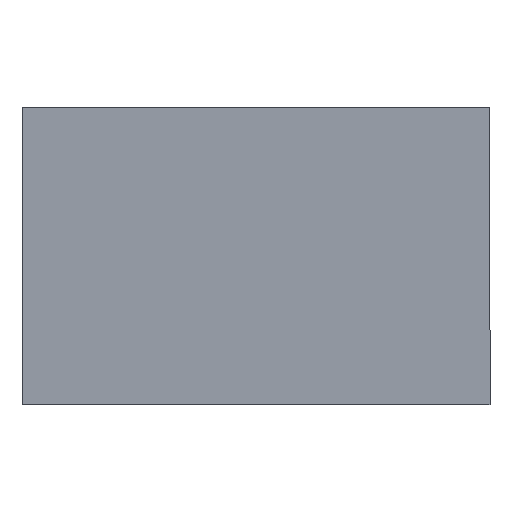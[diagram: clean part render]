
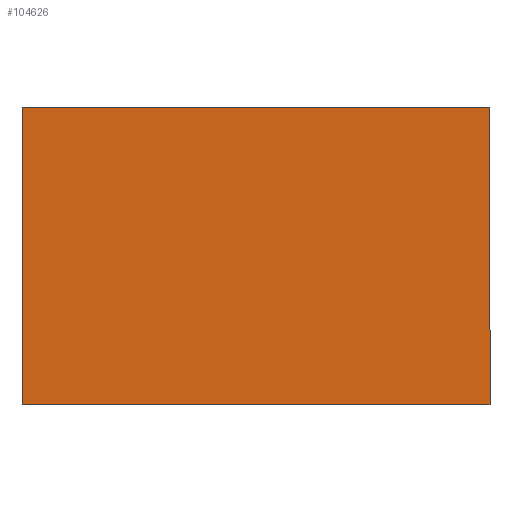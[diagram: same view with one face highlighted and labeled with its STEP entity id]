
A CAD part, top view. The second image highlights one B-rep face of the part: STEP entity #104626.
In plain terms, the highlighted planar face has unit normal (-0.104, 0, 0.995).
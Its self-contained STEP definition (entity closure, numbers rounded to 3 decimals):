
#8439 = CARTESIAN_POINT ( 'NONE',  ( -1196.827, -120.416, 2908.982 ) ) ;
#15767 = CARTESIAN_POINT ( 'NONE',  ( 875.724, 658.511, 3126.816 ) ) ;
#23416 = CARTESIAN_POINT ( 'NONE',  ( -1196.827, -658.511, 2908.982 ) ) ;
#31007 = DIRECTION ( 'NONE',  ( 0.995, 0., 0.105 ) ) ;
#44956 = LINE ( 'NONE', #187964, #88473 ) ;
#64839 = EDGE_CURVE ( 'NONE', #120733, #126959, #100087, .T. ) ;
#67260 = CARTESIAN_POINT ( 'NONE',  ( -177.085, -658.511, 3016.161 ) ) ;
#74638 = CARTESIAN_POINT ( 'NONE',  ( 875.724, 3.125, 3126.816 ) ) ;
#82212 = LINE ( 'NONE', #67260, #225503 ) ;
#84598 = ORIENTED_EDGE ( 'NONE', *, *, #100513, .F. ) ;
#88473 = VECTOR ( 'NONE', #189309, 1000. ) ;
#88921 = CARTESIAN_POINT ( 'NONE',  ( -1196.827, 658.511, 2908.982 ) ) ;
#90903 = DIRECTION ( 'NONE',  ( 0., 1., 0. ) ) ;
#100087 = LINE ( 'NONE', #74638, #221595 ) ;
#100513 = EDGE_CURVE ( 'NONE', #170880, #120733, #44956, .T. ) ;
#104626 = ADVANCED_FACE ( 'NONE', ( #156442 ), #118627, .T. ) ;
#114013 = EDGE_CURVE ( 'NONE', #188234, #170880, #192065, .T. ) ;
#116769 = ORIENTED_EDGE ( 'NONE', *, *, #64839, .F. ) ;
#118627 = PLANE ( 'NONE',  #124712 ) ;
#120733 = VERTEX_POINT ( 'NONE', #15767 ) ;
#124712 = AXIS2_PLACEMENT_3D ( 'NONE', #260184, #200797, #31007 ) ;
#126959 = VERTEX_POINT ( 'NONE', #176218 ) ;
#156442 = FACE_OUTER_BOUND ( 'NONE', #156940, .T. ) ;
#156940 = EDGE_LOOP ( 'NONE', ( #201605, #116769, #84598, #233067 ) ) ;
#170880 = VERTEX_POINT ( 'NONE', #88921 ) ;
#176218 = CARTESIAN_POINT ( 'NONE',  ( 875.724, -658.511, 3126.816 ) ) ;
#187964 = CARTESIAN_POINT ( 'NONE',  ( -167.14, 658.511, 3017.207 ) ) ;
#188234 = VERTEX_POINT ( 'NONE', #23416 ) ;
#189309 = DIRECTION ( 'NONE',  ( 0.995, 0., 0.105 ) ) ;
#192065 = LINE ( 'NONE', #8439, #230592 ) ;
#200797 = DIRECTION ( 'NONE',  ( -0.105, 0., 0.995 ) ) ;
#201605 = ORIENTED_EDGE ( 'NONE', *, *, #211559, .F. ) ;
#211449 = DIRECTION ( 'NONE',  ( -0.995, 0., -0.105 ) ) ;
#211559 = EDGE_CURVE ( 'NONE', #126959, #188234, #82212, .T. ) ;
#220100 = DIRECTION ( 'NONE',  ( 0., -1., 0. ) ) ;
#221595 = VECTOR ( 'NONE', #220100, 1000. ) ;
#225503 = VECTOR ( 'NONE', #211449, 1000. ) ;
#230592 = VECTOR ( 'NONE', #90903, 1000. ) ;
#233067 = ORIENTED_EDGE ( 'NONE', *, *, #114013, .F. ) ;
#260184 = CARTESIAN_POINT ( 'NONE',  ( -172.112, 0., 3016.684 ) ) ;
